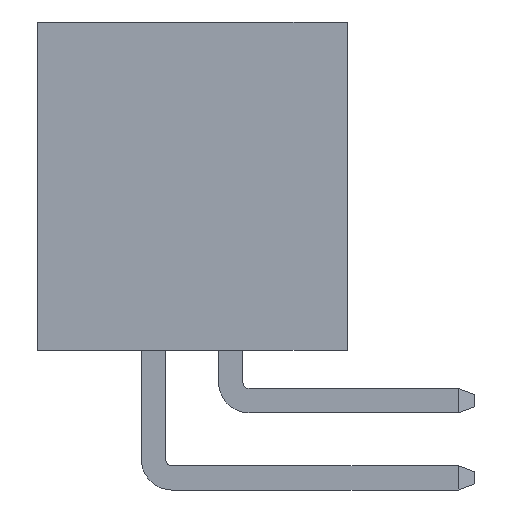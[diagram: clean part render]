
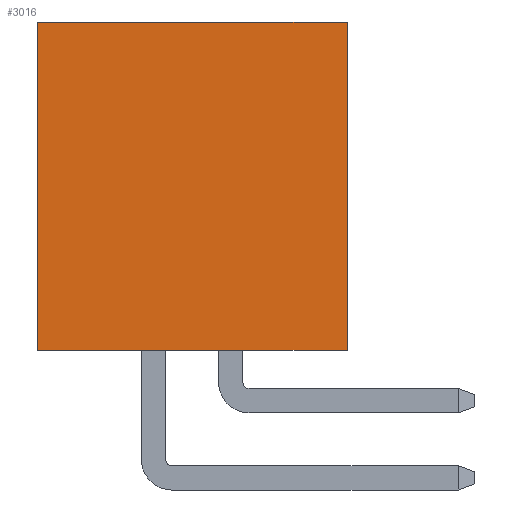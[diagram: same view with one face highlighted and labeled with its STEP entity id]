
A CAD part, left-side view. The second image highlights one B-rep face of the part: STEP entity #3016.
In plain terms, the highlighted face is planar.
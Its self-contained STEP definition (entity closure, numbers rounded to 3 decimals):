
#75 = CARTESIAN_POINT ( 'NONE',  ( 6.325, 0., 2.55 ) ) ;
#185 = DIRECTION ( 'NONE',  ( -1., 0., 0. ) ) ;
#267 = VERTEX_POINT ( 'NONE', #3776 ) ;
#315 = DIRECTION ( 'NONE',  ( 0., 0., -1. ) ) ;
#415 = CARTESIAN_POINT ( 'NONE',  ( 6.325, 5.4, 2.55 ) ) ;
#473 = DIRECTION ( 'NONE',  ( 0., 0., -1. ) ) ;
#518 = EDGE_CURVE ( 'NONE', #2001, #1009, #1027, .T. ) ;
#652 = CARTESIAN_POINT ( 'NONE',  ( 6.325, 5.4, -2.55 ) ) ;
#714 = EDGE_LOOP ( 'NONE', ( #2057, #2555, #1554, #3370 ) ) ;
#828 = DIRECTION ( 'NONE',  ( 0., 0., 1. ) ) ;
#873 = VECTOR ( 'NONE', #3446, 1000. ) ;
#1009 = VERTEX_POINT ( 'NONE', #2311 ) ;
#1027 = LINE ( 'NONE', #415, #1598 ) ;
#1114 = CARTESIAN_POINT ( 'NONE',  ( 6.325, 5.4, 2.55 ) ) ;
#1232 = AXIS2_PLACEMENT_3D ( 'NONE', #1419, #185, #828 ) ;
#1419 = CARTESIAN_POINT ( 'NONE',  ( 6.325, 5.4, 2.55 ) ) ;
#1554 = ORIENTED_EDGE ( 'NONE', *, *, #518, .F. ) ;
#1598 = VECTOR ( 'NONE', #473, 1000. ) ;
#1981 = VECTOR ( 'NONE', #3234, 1000. ) ;
#1983 = PLANE ( 'NONE',  #1232 ) ;
#2001 = VERTEX_POINT ( 'NONE', #2914 ) ;
#2026 = LINE ( 'NONE', #652, #1981 ) ;
#2057 = ORIENTED_EDGE ( 'NONE', *, *, #2367, .T. ) ;
#2282 = LINE ( 'NONE', #1114, #873 ) ;
#2311 = CARTESIAN_POINT ( 'NONE',  ( 6.325, 5.4, -2.55 ) ) ;
#2367 = EDGE_CURVE ( 'NONE', #3001, #267, #2976, .T. ) ;
#2555 = ORIENTED_EDGE ( 'NONE', *, *, #3106, .F. ) ;
#2869 = CARTESIAN_POINT ( 'NONE',  ( 6.325, 0., 2.55 ) ) ;
#2888 = VECTOR ( 'NONE', #315, 1000. ) ;
#2914 = CARTESIAN_POINT ( 'NONE',  ( 6.325, 5.4, 2.55 ) ) ;
#2976 = LINE ( 'NONE', #75, #2888 ) ;
#3001 = VERTEX_POINT ( 'NONE', #2869 ) ;
#3016 = ADVANCED_FACE ( 'NONE', ( #3198 ), #1983, .F. ) ;
#3041 = EDGE_CURVE ( 'NONE', #2001, #3001, #2282, .T. ) ;
#3106 = EDGE_CURVE ( 'NONE', #1009, #267, #2026, .T. ) ;
#3198 = FACE_OUTER_BOUND ( 'NONE', #714, .T. ) ;
#3234 = DIRECTION ( 'NONE',  ( 0., -1., 0. ) ) ;
#3370 = ORIENTED_EDGE ( 'NONE', *, *, #3041, .T. ) ;
#3446 = DIRECTION ( 'NONE',  ( 0., -1., 0. ) ) ;
#3776 = CARTESIAN_POINT ( 'NONE',  ( 6.325, 0., -2.55 ) ) ;
